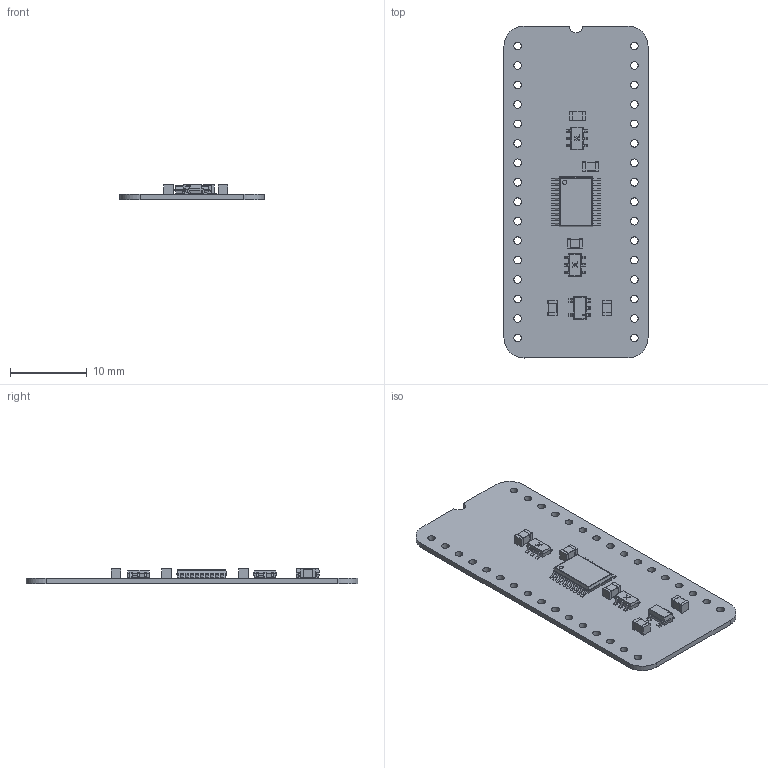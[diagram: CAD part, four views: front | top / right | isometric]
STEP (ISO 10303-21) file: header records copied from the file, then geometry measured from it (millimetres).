
FILE_DESCRIPTION(('KiCad electronic assembly'),'2;1');
FILE_NAME('Video Signals Output.step','2024-08-14T13:53:41',('Pcbnew'),( 'Kicad'),'Open CASCADE STEP processor 7.8','KiCad to STEP converter' ,'Unknown');
FILE_SCHEMA(('AUTOMOTIVE_DESIGN { 1 0 10303 214 1 1 1 1 }'));
Length unit declared in the file: millimetre
Products named in the file (10): Video Signals Output 1; C_0805_2012Metric; 74LVC273PW,118; ASSEMBLY; 74LVC1G157GV,125; SOT457 step; AP7365-33WG-7; Video Signals Output_PCB
Assembly tree (14 placements, depth 3):
  Video Signals Output 1
    C_0805_2012Metric  x5
      C_0805_2012Metric
    74LVC273PW,118
      ASSEMBLY
    74LVC1G157GV,125  x2
      SOT457 step
    AP7365-33WG-7
      ASSEMBLY
    Video Signals Output_PCB
Bounding box: 18.8 x 43.33 x 2.05 mm (x, y, z)
Volume: 605.1 mm3; surface area: 1969.7 mm2
Topology: 49 solids, 49 shells, 917 faces, 2339 edges, 1522 vertices
Faces by surface type: plane 597, cylinder 304, sphere 16
Full cylindrical faces by diameter (mm): 0.2 x1, 0.55 x1, 1 x32
Entity records: 19207 total; most frequent: CARTESIAN_POINT 3278, DIRECTION 3218, ORIENTED_EDGE 3152, EDGE_CURVE 1576, LINE 1194, VECTOR 1194, VERTEX_POINT 1032, AXIS2_PLACEMENT_3D 1012
